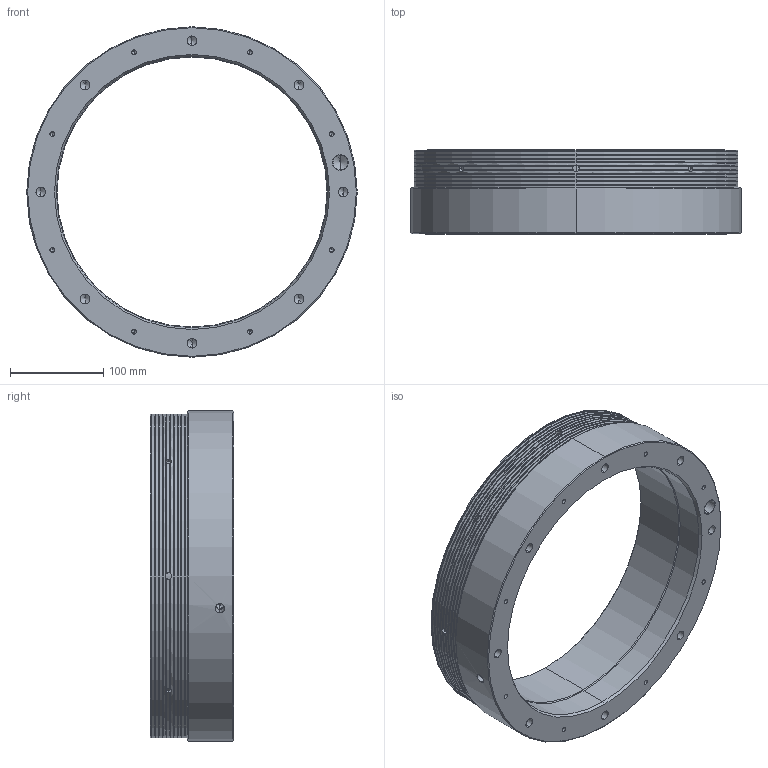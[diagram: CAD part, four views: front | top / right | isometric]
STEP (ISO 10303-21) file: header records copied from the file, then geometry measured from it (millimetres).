
FILE_DESCRIPTION (( 'STEP AP203' ), '1' );
FILE_NAME ('EL 01558-E_0.step', '2016-12-23T12:29:19', ( '' ), ( '' ), 'SwSTEP 2.0', 'SolidWorks 2016', '' );
FILE_SCHEMA (( 'CONFIG_CONTROL_DESIGN' ));
Length unit declared in the file: millimetre
Products named in the file (1): EL 01558-E_0
Bounding box: 355 x 90 x 355 mm (x, y, z)
Volume: 1661191.9 mm3; surface area: 357949 mm2
Topology: 1 solids, 1 shells, 230 faces, 600 edges, 365 vertices
Faces by surface type: cylinder 120, plane 54, cone 52, torus 4
Entity records: 7937 total; most frequent: CARTESIAN_POINT 2360, DIRECTION 1164, ORIENTED_EDGE 1132, EDGE_CURVE 566, AXIS2_PLACEMENT_3D 475, VERTEX_POINT 365, EDGE_LOOP 277, CIRCLE 244
